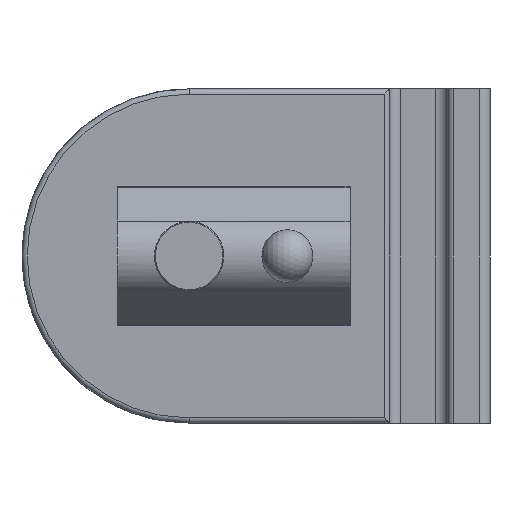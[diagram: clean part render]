
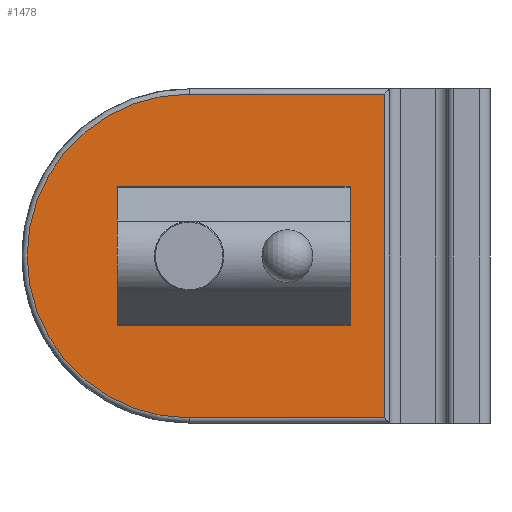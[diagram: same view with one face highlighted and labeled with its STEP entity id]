
A CAD part, left-side view. The second image highlights one B-rep face of the part: STEP entity #1478.
In plain terms, the highlighted planar face has unit normal (-1, 0, 0).
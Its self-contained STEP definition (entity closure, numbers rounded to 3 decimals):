
#61=FACE_BOUND('',#526,.T.);
#82=PLANE('',#1659);
#192=LINE('',#2582,#302);
#193=LINE('',#2591,#303);
#195=LINE('',#2595,#305);
#302=VECTOR('',#1909,1.);
#303=VECTOR('',#1922,1.);
#305=VECTOR('',#1928,1.);
#443=FACE_OUTER_BOUND('',#525,.T.);
#525=EDGE_LOOP('',(#1214,#1215,#1216,#1217));
#526=EDGE_LOOP('',(#1218,#1219));
#612=CIRCLE('',#1640,15.5);
#614=CIRCLE('',#1660,4.6);
#615=CIRCLE('',#1661,4.6);
#719=VERTEX_POINT('',#2578);
#720=VERTEX_POINT('',#2580);
#721=VERTEX_POINT('',#2584);
#722=VERTEX_POINT('',#2589);
#724=VERTEX_POINT('',#2624);
#725=VERTEX_POINT('',#2625);
#884=EDGE_CURVE('',#720,#719,#192,.T.);
#886=EDGE_CURVE('',#721,#720,#612,.T.);
#889=EDGE_CURVE('',#722,#721,#193,.T.);
#891=EDGE_CURVE('',#719,#722,#195,.T.);
#905=EDGE_CURVE('',#724,#725,#614,.T.);
#906=EDGE_CURVE('',#725,#724,#615,.T.);
#1214=ORIENTED_EDGE('',*,*,#889,.F.);
#1215=ORIENTED_EDGE('',*,*,#891,.F.);
#1216=ORIENTED_EDGE('',*,*,#884,.F.);
#1217=ORIENTED_EDGE('',*,*,#886,.F.);
#1218=ORIENTED_EDGE('',*,*,#905,.T.);
#1219=ORIENTED_EDGE('',*,*,#906,.T.);
#1478=ADVANCED_FACE('',(#443,#61),#82,.T.);
#1640=AXIS2_PLACEMENT_3D('',#2586,#1914,#1915);
#1659=AXIS2_PLACEMENT_3D('',#2623,#1968,#1969);
#1660=AXIS2_PLACEMENT_3D('',#2626,#1970,#1971);
#1661=AXIS2_PLACEMENT_3D('',#2627,#1972,#1973);
#1909=DIRECTION('',(0.,-1.,0.));
#1914=DIRECTION('center_axis',(1.,0.,0.));
#1915=DIRECTION('ref_axis',(0.,1.,0.));
#1922=DIRECTION('',(0.,1.,0.));
#1928=DIRECTION('',(0.,0.,-1.));
#1968=DIRECTION('center_axis',(-1.,0.,0.));
#1969=DIRECTION('ref_axis',(0.,0.,1.));
#1970=DIRECTION('center_axis',(1.,0.,0.));
#1971=DIRECTION('ref_axis',(0.,0.,1.));
#1972=DIRECTION('center_axis',(1.,0.,0.));
#1973=DIRECTION('ref_axis',(0.,0.,1.));
#2578=CARTESIAN_POINT('',(12.119,10.149,15.5));
#2580=CARTESIAN_POINT('',(12.119,28.849,15.5));
#2582=CARTESIAN_POINT('',(12.119,16.989,15.5));
#2584=CARTESIAN_POINT('',(12.119,28.849,-15.5));
#2586=CARTESIAN_POINT('Origin',(12.119,28.849,0.));
#2589=CARTESIAN_POINT('',(12.119,10.149,-15.5));
#2591=CARTESIAN_POINT('',(12.119,26.989,-15.5));
#2595=CARTESIAN_POINT('',(12.119,10.149,-16.));
#2623=CARTESIAN_POINT('Origin',(12.119,25.13,-9.284));
#2624=CARTESIAN_POINT('',(12.119,28.849,4.6));
#2625=CARTESIAN_POINT('',(12.119,28.849,-4.6));
#2626=CARTESIAN_POINT('Origin',(12.119,28.849,0.));
#2627=CARTESIAN_POINT('Origin',(12.119,28.849,0.));
